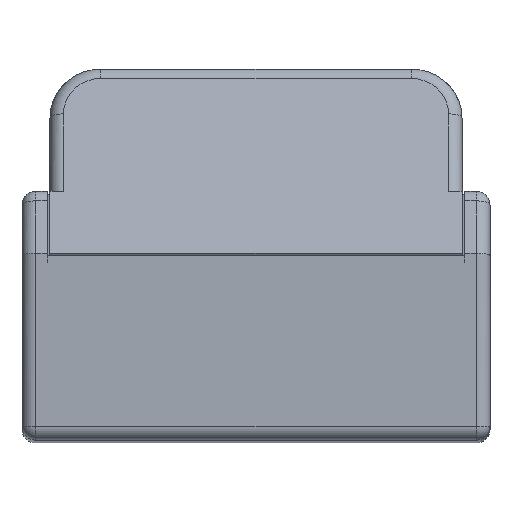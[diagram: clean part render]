
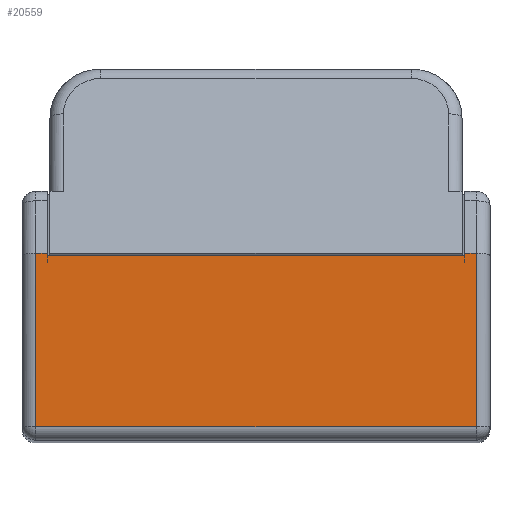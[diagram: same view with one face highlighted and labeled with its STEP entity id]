
A CAD part, top view. The second image highlights one B-rep face of the part: STEP entity #20559.
In plain terms, the highlighted planar face has unit normal (0, 0, 1).
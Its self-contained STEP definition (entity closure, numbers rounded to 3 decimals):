
#396 = ORIENTED_EDGE ( 'NONE', *, *, #17268, .T. ) ;
#623 = LINE ( 'NONE', #17022, #20382 ) ;
#666 = EDGE_CURVE ( 'NONE', #13750, #17021, #11086, .T. ) ;
#974 = EDGE_CURVE ( 'NONE', #17496, #17746, #17434, .T. ) ;
#1291 = ORIENTED_EDGE ( 'NONE', *, *, #21041, .T. ) ;
#1362 = DIRECTION ( 'NONE',  ( 0., 1., 0. ) ) ;
#1399 = DIRECTION ( 'NONE',  ( 1., 0., 0. ) ) ;
#1484 = CARTESIAN_POINT ( 'NONE',  ( 25.2, -6.075, 7.298 ) ) ;
#2774 = CARTESIAN_POINT ( 'NONE',  ( 25.2, 7.819, 7.298 ) ) ;
#2814 = ORIENTED_EDGE ( 'NONE', *, *, #9766, .F. ) ;
#3142 = ORIENTED_EDGE ( 'NONE', *, *, #20852, .T. ) ;
#3220 = DIRECTION ( 'NONE',  ( 1., 0., 0. ) ) ;
#3321 = DIRECTION ( 'NONE',  ( -1., 0., 0. ) ) ;
#4561 = DIRECTION ( 'NONE',  ( 0., -1., 0. ) ) ;
#5361 = PLANE ( 'NONE',  #20647 ) ;
#6737 = VERTEX_POINT ( 'NONE', #14165 ) ;
#6793 = VECTOR ( 'NONE', #9248, 1000. ) ;
#6951 = DIRECTION ( 'NONE',  ( 1., 0., 0. ) ) ;
#6981 = DIRECTION ( 'NONE',  ( 0., 0., -1. ) ) ;
#7250 = VECTOR ( 'NONE', #4561, 1000. ) ;
#7544 = CARTESIAN_POINT ( 'NONE',  ( 24.5, 4.008, 7.298 ) ) ;
#7951 = LINE ( 'NONE', #17988, #8263 ) ;
#8240 = LINE ( 'NONE', #14823, #13387 ) ;
#8263 = VECTOR ( 'NONE', #3220, 1000. ) ;
#8891 = CARTESIAN_POINT ( 'NONE',  ( 25.2, 4.159, 7.298 ) ) ;
#9248 = DIRECTION ( 'NONE',  ( -1., 0., 0. ) ) ;
#9293 = CARTESIAN_POINT ( 'NONE',  ( 24.5, 4.159, 7.298 ) ) ;
#9766 = EDGE_CURVE ( 'NONE', #11083, #17746, #7951, .T. ) ;
#9799 = ORIENTED_EDGE ( 'NONE', *, *, #974, .T. ) ;
#10110 = DIRECTION ( 'NONE',  ( 0., -1., 0. ) ) ;
#10137 = CARTESIAN_POINT ( 'NONE',  ( -0.85, 4.159, 7.298 ) ) ;
#10960 = LINE ( 'NONE', #11069, #11666 ) ;
#11069 = CARTESIAN_POINT ( 'NONE',  ( -0.15, 7.819, 7.298 ) ) ;
#11073 = EDGE_CURVE ( 'NONE', #11083, #13750, #19336, .T. ) ;
#11083 = VERTEX_POINT ( 'NONE', #9293 ) ;
#11086 = LINE ( 'NONE', #18982, #6793 ) ;
#11187 = VERTEX_POINT ( 'NONE', #10137 ) ;
#11402 = VECTOR ( 'NONE', #1399, 1000. ) ;
#11614 = CARTESIAN_POINT ( 'NONE',  ( -1.65, 4.159, 7.298 ) ) ;
#11666 = VECTOR ( 'NONE', #1362, 1000. ) ;
#11939 = CARTESIAN_POINT ( 'NONE',  ( 0., 7.819, 7.298 ) ) ;
#13387 = VECTOR ( 'NONE', #6951, 1000. ) ;
#13750 = VERTEX_POINT ( 'NONE', #7544 ) ;
#14165 = CARTESIAN_POINT ( 'NONE',  ( -0.15, 4.159, 7.298 ) ) ;
#14823 = CARTESIAN_POINT ( 'NONE',  ( 26., -6.075, 7.298 ) ) ;
#15439 = ORIENTED_EDGE ( 'NONE', *, *, #17180, .F. ) ;
#16047 = VECTOR ( 'NONE', #17535, 1000. ) ;
#16210 = CARTESIAN_POINT ( 'NONE',  ( -0.85, -6.075, 7.298 ) ) ;
#16371 = EDGE_LOOP ( 'NONE', ( #2814, #17525, #16929, #3142, #15439, #396, #1291, #9799 ) ) ;
#16687 = FACE_OUTER_BOUND ( 'NONE', #16371, .T. ) ;
#16929 = ORIENTED_EDGE ( 'NONE', *, *, #666, .T. ) ;
#17021 = VERTEX_POINT ( 'NONE', #17691 ) ;
#17022 = CARTESIAN_POINT ( 'NONE',  ( -0.85, -6.875, 7.298 ) ) ;
#17180 = EDGE_CURVE ( 'NONE', #11187, #6737, #21148, .T. ) ;
#17268 = EDGE_CURVE ( 'NONE', #11187, #19328, #623, .T. ) ;
#17434 = LINE ( 'NONE', #2774, #16047 ) ;
#17496 = VERTEX_POINT ( 'NONE', #1484 ) ;
#17525 = ORIENTED_EDGE ( 'NONE', *, *, #11073, .T. ) ;
#17535 = DIRECTION ( 'NONE',  ( 0., 1., 0. ) ) ;
#17691 = CARTESIAN_POINT ( 'NONE',  ( -0.15, 4.008, 7.298 ) ) ;
#17746 = VERTEX_POINT ( 'NONE', #8891 ) ;
#17988 = CARTESIAN_POINT ( 'NONE',  ( -1.65, 4.159, 7.298 ) ) ;
#18982 = CARTESIAN_POINT ( 'NONE',  ( 0., 4.008, 7.298 ) ) ;
#19328 = VERTEX_POINT ( 'NONE', #16210 ) ;
#19336 = LINE ( 'NONE', #20642, #7250 ) ;
#20382 = VECTOR ( 'NONE', #10110, 1000. ) ;
#20559 = ADVANCED_FACE ( 'NONE', ( #16687 ), #5361, .F. ) ;
#20642 = CARTESIAN_POINT ( 'NONE',  ( 24.5, 7.819, 7.298 ) ) ;
#20647 = AXIS2_PLACEMENT_3D ( 'NONE', #11939, #6981, #3321 ) ;
#20852 = EDGE_CURVE ( 'NONE', #17021, #6737, #10960, .T. ) ;
#21041 = EDGE_CURVE ( 'NONE', #19328, #17496, #8240, .T. ) ;
#21148 = LINE ( 'NONE', #11614, #11402 ) ;
